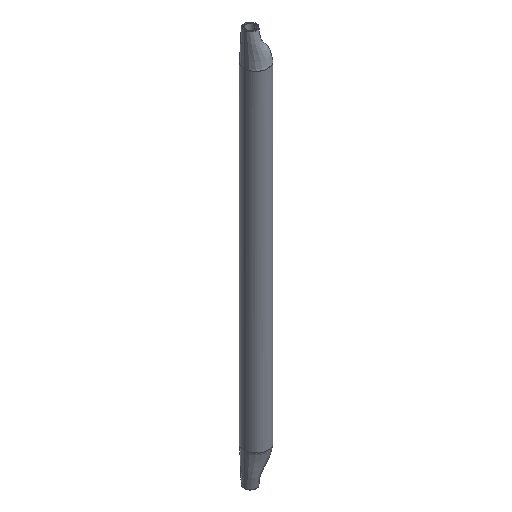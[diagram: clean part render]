
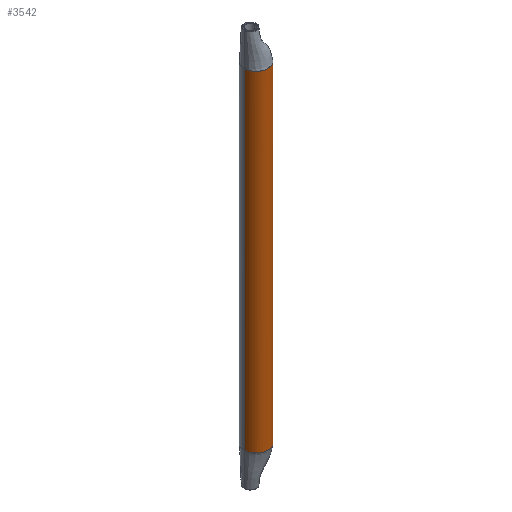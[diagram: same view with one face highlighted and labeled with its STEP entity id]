
A CAD part, isometric view. The second image highlights one B-rep face of the part: STEP entity #3542.
In plain terms, the highlighted cylindrical face has radius 1.8 mm (diameter 3.6 mm), a partial arc.
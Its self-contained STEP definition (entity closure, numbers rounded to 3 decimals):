
#27 = CARTESIAN_POINT ( 'NONE',  ( 1.8, 0., -25. ) ) ;
#160 = VERTEX_POINT ( 'NONE', #3816 ) ;
#424 = FACE_OUTER_BOUND ( 'NONE', #5038, .T. ) ;
#446 = EDGE_CURVE ( 'NONE', #1899, #1750, #2532, .T. ) ;
#454 = CARTESIAN_POINT ( 'NONE',  ( 0., 0., 25. ) ) ;
#671 = CARTESIAN_POINT ( 'NONE',  ( -1.306, -1.306, 25. ) ) ;
#817 = EDGE_CURVE ( 'NONE', #160, #1899, #5139, .T. ) ;
#1049 = ORIENTED_EDGE ( 'NONE', *, *, #446, .F. ) ;
#1050 = CARTESIAN_POINT ( 'NONE',  ( -1.706, -0.707, 25. ) ) ;
#1087 = CARTESIAN_POINT ( 'NONE',  ( 1.8, 0., 25. ) ) ;
#1750 = VERTEX_POINT ( 'NONE', #27 ) ;
#1827 = CARTESIAN_POINT ( 'NONE',  ( 1.8, 0., 25. ) ) ;
#1881 = AXIS2_PLACEMENT_3D ( 'NONE', #2086, #4105, #3709 ) ;
#1899 = VERTEX_POINT ( 'NONE', #1087 ) ;
#2086 = CARTESIAN_POINT ( 'NONE',  ( 0., 0., -25. ) ) ;
#2221 = ORIENTED_EDGE ( 'NONE', *, *, #817, .F. ) ;
#2252 = CARTESIAN_POINT ( 'NONE',  ( -1.8, 0., 25. ) ) ;
#2356 = CARTESIAN_POINT ( 'NONE',  ( 1.306, -1.306, 25. ) ) ;
#2460 = VECTOR ( 'NONE', #3570, 1000. ) ;
#2532 = LINE ( 'NONE', #2592, #4796 ) ;
#2592 = CARTESIAN_POINT ( 'NONE',  ( 1.8, 0., 25. ) ) ;
#2681 = CARTESIAN_POINT ( 'NONE',  ( 0.707, -1.706, 25. ) ) ;
#2689 = CARTESIAN_POINT ( 'NONE',  ( -1.8, 0., -25. ) ) ;
#2860 = DIRECTION ( 'NONE',  ( 0., 0., -1. ) ) ;
#3084 = CARTESIAN_POINT ( 'NONE',  ( 0., -1.847, 25. ) ) ;
#3284 = DIRECTION ( 'NONE',  ( -1., 0., 0. ) ) ;
#3464 = ORIENTED_EDGE ( 'NONE', *, *, #4873, .T. ) ;
#3542 = ADVANCED_FACE ( 'NONE', ( #424 ), #4878, .T. ) ;
#3570 = DIRECTION ( 'NONE',  ( 0., 0., -1. ) ) ;
#3579 = CARTESIAN_POINT ( 'NONE',  ( -0.707, -1.706, 25. ) ) ;
#3703 = EDGE_CURVE ( 'NONE', #4286, #1750, #4073, .T. ) ;
#3709 = DIRECTION ( 'NONE',  ( 1., 0., 0. ) ) ;
#3816 = CARTESIAN_POINT ( 'NONE',  ( -1.8, 0., 25. ) ) ;
#3877 = CARTESIAN_POINT ( 'NONE',  ( 1.706, -0.707, 25. ) ) ;
#4073 = CIRCLE ( 'NONE', #1881, 1.8 ) ;
#4105 = DIRECTION ( 'NONE',  ( 0., 0., 1. ) ) ;
#4153 = DIRECTION ( 'NONE',  ( 0., 0., -1. ) ) ;
#4286 = VERTEX_POINT ( 'NONE', #2689 ) ;
#4300 = CARTESIAN_POINT ( 'NONE',  ( 1.8, -0.236, 25. ) ) ;
#4321 = ORIENTED_EDGE ( 'NONE', *, *, #3703, .T. ) ;
#4322 = CARTESIAN_POINT ( 'NONE',  ( -1.8, -0.236, 25. ) ) ;
#4395 = CARTESIAN_POINT ( 'NONE',  ( -1.8, 0., 25. ) ) ;
#4701 = AXIS2_PLACEMENT_3D ( 'NONE', #454, #2860, #3284 ) ;
#4796 = VECTOR ( 'NONE', #4153, 1000. ) ;
#4849 = LINE ( 'NONE', #4395, #2460 ) ;
#4873 = EDGE_CURVE ( 'NONE', #160, #4286, #4849, .T. ) ;
#4878 = CYLINDRICAL_SURFACE ( 'NONE', #4701, 1.8 ) ;
#5038 = EDGE_LOOP ( 'NONE', ( #1049, #2221, #3464, #4321 ) ) ;
#5139 = B_SPLINE_CURVE_WITH_KNOTS ( 'NONE', 3,
 ( #2252, #4322, #1050, #671, #3579, #3084, #2681, #2356, #3877, #4300, #1827 ),
 .UNSPECIFIED., .F., .F.,
 ( 4, 1, 1, 1, 1, 1, 1, 1, 4 ),
 ( 0.5, 0.563, 0.625, 0.688, 0.75, 0.813, 0.875, 0.938, 1. ),
 .UNSPECIFIED. ) ;
